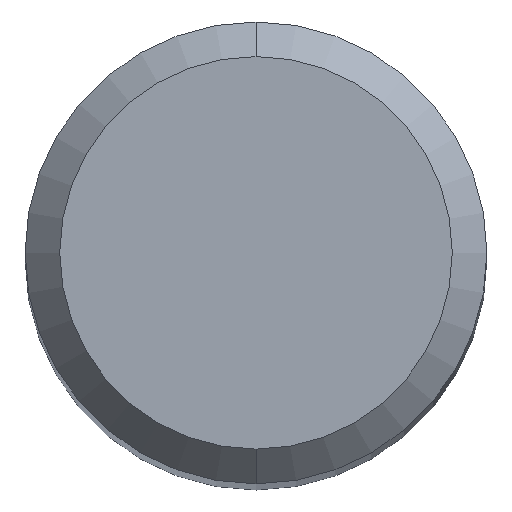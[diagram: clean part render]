
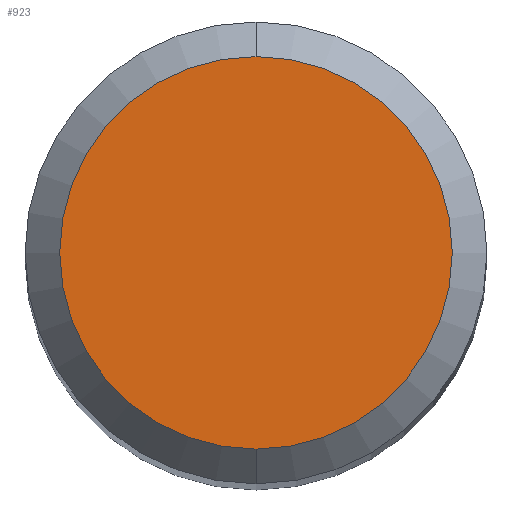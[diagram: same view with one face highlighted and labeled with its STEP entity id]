
A CAD part, top view. The second image highlights one B-rep face of the part: STEP entity #923.
In plain terms, the highlighted planar face has unit normal (0, 0, 1).
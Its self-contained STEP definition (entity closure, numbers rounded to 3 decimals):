
#443=VERTEX_POINT('',#1271);
#525=EDGE_CURVE('',#443,#1057,#1365,.T.);
#923=ADVANCED_FACE('',(#1794),#1795,.T.);
#1049=EDGE_CURVE('',#1057,#443,#1932,.T.);
#1057=VERTEX_POINT('',#1942);
#1271=CARTESIAN_POINT('',(0.,-1.7,0.0));
#1365=CIRCLE('',#2651,1.7);
#1794=FACE_OUTER_BOUND('',#4823,.T.);
#1795=PLANE('',#4824);
#1932=CIRCLE('',#5395,1.7);
#1942=CARTESIAN_POINT('',(0.0,1.7,0.0));
#2651=AXIS2_PLACEMENT_3D('',#6272,#6273,#6274);
#4823=EDGE_LOOP('',(#6695,#6696));
#4824=AXIS2_PLACEMENT_3D('',#6697,#6698,#6699);
#5395=AXIS2_PLACEMENT_3D('',#6862,#6863,#6864);
#6272=CARTESIAN_POINT('',(0.0,0.0,0.0));
#6273=DIRECTION('',(0.0,0.0,-1.0));
#6274=DIRECTION('',(0.0,1.0,0.0));
#6695=ORIENTED_EDGE('',*,*,#1049,.F.);
#6696=ORIENTED_EDGE('',*,*,#525,.F.);
#6697=CARTESIAN_POINT('',(0.0,0.85,0.0));
#6698=DIRECTION('',(-0.0,0.0,1.0));
#6699=DIRECTION('',(0.0,-1.0,0.0));
#6862=CARTESIAN_POINT('',(0.0,0.0,0.0));
#6863=DIRECTION('',(0.0,0.0,-1.0));
#6864=DIRECTION('',(0.0,1.0,0.0));
